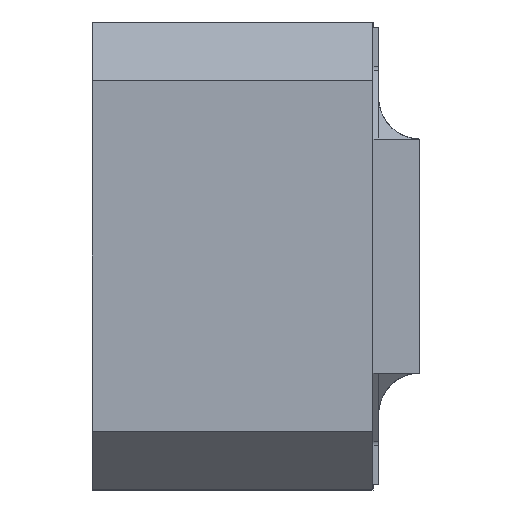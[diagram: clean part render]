
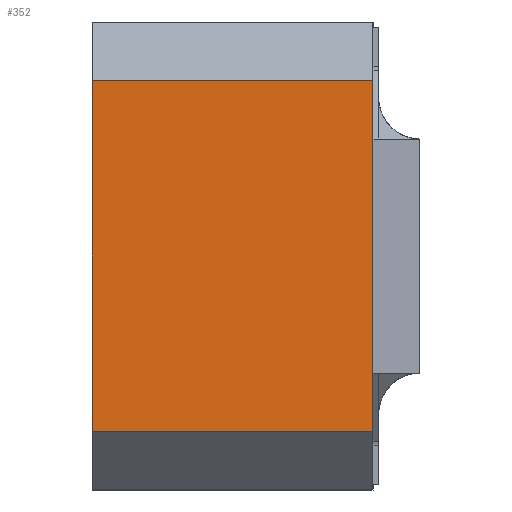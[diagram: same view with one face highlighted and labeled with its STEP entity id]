
A CAD part, left-side view. The second image highlights one B-rep face of the part: STEP entity #352.
In plain terms, the highlighted planar face has unit normal (-1, 0, 0).
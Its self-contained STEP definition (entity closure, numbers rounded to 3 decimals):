
#65 = EDGE_CURVE ( 'NONE', #3756, #4158, #1822, .T. ) ;
#250 = LINE ( 'NONE', #2619, #3171 ) ;
#352 = ADVANCED_FACE ( 'NONE', ( #2861 ), #2278, .F. ) ;
#451 = DIRECTION ( 'NONE',  ( 0., 0., 1. ) ) ;
#521 = LINE ( 'NONE', #4732, #984 ) ;
#572 = VECTOR ( 'NONE', #451, 1000. ) ;
#733 = DIRECTION ( 'NONE',  ( 0., 0., -1. ) ) ;
#861 = CARTESIAN_POINT ( 'NONE',  ( -2., 2.4, 1.5 ) ) ;
#984 = VECTOR ( 'NONE', #5686, 1000. ) ;
#1081 = EDGE_LOOP ( 'NONE', ( #2557, #5792, #3042, #3670 ) ) ;
#1214 = VECTOR ( 'NONE', #5833, 1000. ) ;
#1642 = EDGE_CURVE ( 'NONE', #4158, #2104, #250, .T. ) ;
#1822 = LINE ( 'NONE', #4443, #1214 ) ;
#2104 = VERTEX_POINT ( 'NONE', #4168 ) ;
#2278 = PLANE ( 'NONE',  #4112 ) ;
#2530 = LINE ( 'NONE', #6154, #572 ) ;
#2557 = ORIENTED_EDGE ( 'NONE', *, *, #3480, .F. ) ;
#2619 = CARTESIAN_POINT ( 'NONE',  ( -2., 0., 2. ) ) ;
#2696 = CARTESIAN_POINT ( 'NONE',  ( -2., 2.4, -1.5 ) ) ;
#2737 = CARTESIAN_POINT ( 'NONE',  ( -2., 2.4, 2. ) ) ;
#2861 = FACE_OUTER_BOUND ( 'NONE', #1081, .T. ) ;
#3042 = ORIENTED_EDGE ( 'NONE', *, *, #1642, .T. ) ;
#3171 = VECTOR ( 'NONE', #4961, 1000. ) ;
#3442 = CARTESIAN_POINT ( 'NONE',  ( -2., 0., -1.5 ) ) ;
#3480 = EDGE_CURVE ( 'NONE', #3756, #5292, #2530, .T. ) ;
#3670 = ORIENTED_EDGE ( 'NONE', *, *, #5005, .T. ) ;
#3756 = VERTEX_POINT ( 'NONE', #2696 ) ;
#4112 = AXIS2_PLACEMENT_3D ( 'NONE', #2737, #6062, #733 ) ;
#4158 = VERTEX_POINT ( 'NONE', #3442 ) ;
#4168 = CARTESIAN_POINT ( 'NONE',  ( -2., 0., 1.5 ) ) ;
#4443 = CARTESIAN_POINT ( 'NONE',  ( -2., 2.4, -1.5 ) ) ;
#4732 = CARTESIAN_POINT ( 'NONE',  ( -2., 2.4, 1.5 ) ) ;
#4961 = DIRECTION ( 'NONE',  ( 0., 0., 1. ) ) ;
#5005 = EDGE_CURVE ( 'NONE', #2104, #5292, #521, .T. ) ;
#5292 = VERTEX_POINT ( 'NONE', #861 ) ;
#5686 = DIRECTION ( 'NONE',  ( 0., 1., 0. ) ) ;
#5792 = ORIENTED_EDGE ( 'NONE', *, *, #65, .T. ) ;
#5833 = DIRECTION ( 'NONE',  ( 0., -1., 0. ) ) ;
#6062 = DIRECTION ( 'NONE',  ( 1., 0., 0. ) ) ;
#6154 = CARTESIAN_POINT ( 'NONE',  ( -2., 2.4, 2. ) ) ;
